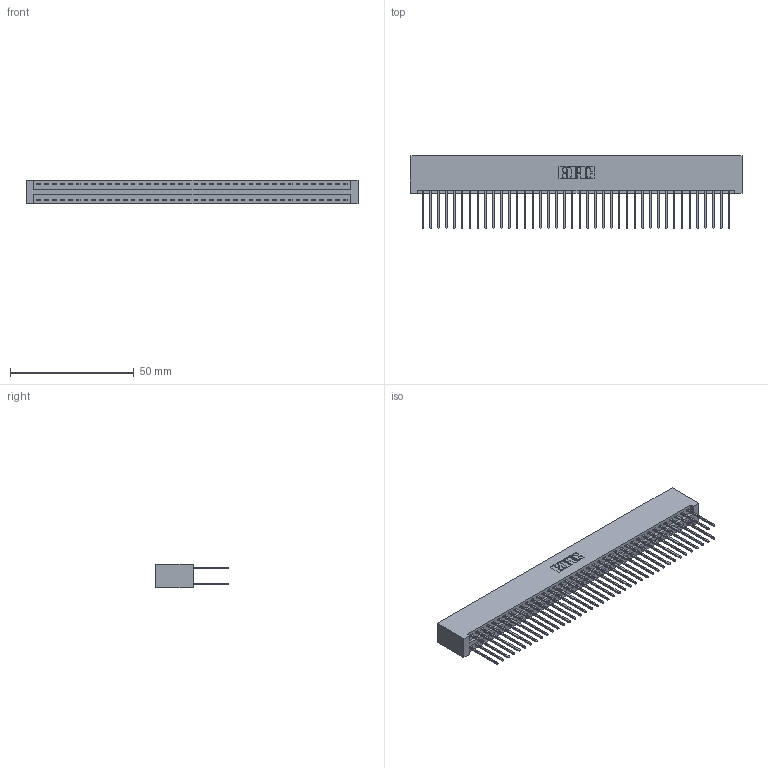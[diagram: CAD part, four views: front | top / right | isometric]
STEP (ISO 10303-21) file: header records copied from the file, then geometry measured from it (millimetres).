
FILE_DESCRIPTION (( 'STEP AP203' ), '1' );
FILE_NAME ('396-080-540-201.STEP', '2019-10-30T22:53:01', ( '' ), ( '' ), 'SwSTEP 2.0', 'SolidWorks 2016', '' );
FILE_SCHEMA (( 'CONFIG_CONTROL_DESIGN' ));
Length unit declared in the file: inch
Products named in the file (3): 346 Part_No Mounting Lugs; 345-292-001_345-293-140; 396-080-540-201
Assembly tree (81 placements, depth 2):
  396-080-540-201
    346 Part_No Mounting Lugs
    345-292-001_345-293-140  x80
Bounding box: 134.24 x 29.46 x 9.4 mm (x, y, z)
Volume: 13951 mm3; surface area: 20742.8 mm2
Topology: 81 solids, 81 shells, 4274 faces, 12705 edges, 8362 vertices
Faces by surface type: plane 2872, cylinder 1402
Entity records: 26115 total; most frequent: CARTESIAN_POINT 4304, ORIENTED_EDGE 4238, DIRECTION 3839, EDGE_CURVE 2119, VECTOR 1835, LINE 1835, VERTEX_POINT 1410, AXIS2_PLACEMENT_3D 1002
